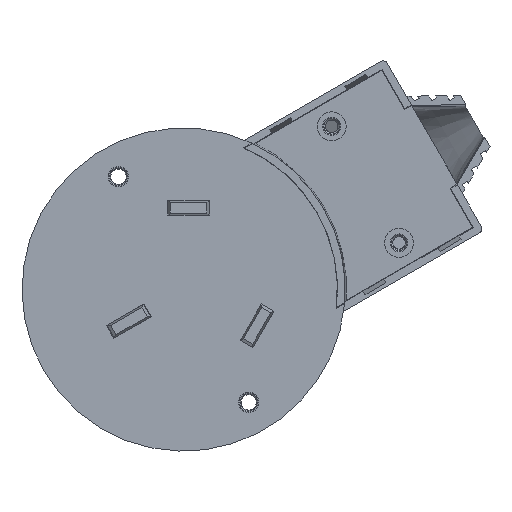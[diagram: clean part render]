
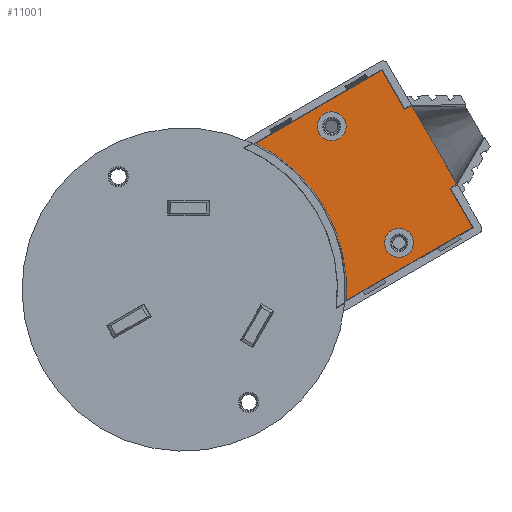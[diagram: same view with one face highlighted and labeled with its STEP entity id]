
A CAD part, front view. The second image highlights one B-rep face of the part: STEP entity #11001.
In plain terms, the highlighted planar face has unit normal (0, -1, 0).
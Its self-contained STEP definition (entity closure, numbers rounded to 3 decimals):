
#101 = CARTESIAN_POINT ( 'NONE',  ( -8.75, 15.8, 6.699 ) ) ;
#426 = LINE ( 'NONE', #6749, #12659 ) ;
#501 = VECTOR ( 'NONE', #15165, 1000. ) ;
#764 = VERTEX_POINT ( 'NONE', #14803 ) ;
#945 = CARTESIAN_POINT ( 'NONE',  ( -24.001, 15.8, 3.465 ) ) ;
#1109 = CARTESIAN_POINT ( 'NONE',  ( -53.72, 15.8, 24.094 ) ) ;
#1195 = EDGE_CURVE ( 'NONE', #12157, #764, #3046, .T. ) ;
#1269 = EDGE_LOOP ( 'NONE', ( #19018, #15048 ) ) ;
#1347 = CARTESIAN_POINT ( 'NONE',  ( -27.524, 15.8, 39.217 ) ) ;
#1509 = AXIS2_PLACEMENT_3D ( 'NONE', #15081, #5893, #13649 ) ;
#1666 = PLANE ( 'NONE',  #12475 ) ;
#1911 = CARTESIAN_POINT ( 'NONE',  ( -22.851, 15.8, 31.122 ) ) ;
#2214 = CARTESIAN_POINT ( 'NONE',  ( -22.851, 15.8, 31.122 ) ) ;
#2307 = EDGE_CURVE ( 'NONE', #17754, #8452, #14434, .T. ) ;
#2368 = EDGE_CURVE ( 'NONE', #20076, #10978, #3566, .T. ) ;
#3046 = LINE ( 'NONE', #4676, #17005 ) ;
#3209 = FACE_OUTER_BOUND ( 'NONE', #14871, .T. ) ;
#3506 = FACE_BOUND ( 'NONE', #1269, .T. ) ;
#3566 = LINE ( 'NONE', #101, #6280 ) ;
#3621 = VERTEX_POINT ( 'NONE', #7326 ) ;
#3978 = CARTESIAN_POINT ( 'NONE',  ( -39.397, 15.8, 10.684 ) ) ;
#4108 = LINE ( 'NONE', #1347, #10258 ) ;
#4668 = EDGE_CURVE ( 'NONE', #7062, #18593, #4108, .T. ) ;
#4676 = CARTESIAN_POINT ( 'NONE',  ( -21.4, 15.8, 31.96 ) ) ;
#4839 = ORIENTED_EDGE ( 'NONE', *, *, #4668, .T. ) ;
#4999 = DIRECTION ( 'NONE',  ( 0., 1., 0. ) ) ;
#5038 = CARTESIAN_POINT ( 'NONE',  ( -71.671, 15.8, 15.721 ) ) ;
#5108 = CARTESIAN_POINT ( 'NONE',  ( -21.4, 15.8, 31.96 ) ) ;
#5359 = AXIS2_PLACEMENT_3D ( 'NONE', #11715, #9856, #6806 ) ;
#5379 = DIRECTION ( 'NONE',  ( -0.5, 0., 0.866 ) ) ;
#5397 = ORIENTED_EDGE ( 'NONE', *, *, #2368, .F. ) ;
#5429 = DIRECTION ( 'NONE',  ( -0.866, 0., -0.5 ) ) ;
#5532 = ORIENTED_EDGE ( 'NONE', *, *, #14574, .T. ) ;
#5893 = DIRECTION ( 'NONE',  ( 0., 1., 0. ) ) ;
#6055 = CARTESIAN_POINT ( 'NONE',  ( -34.945, 15.8, -8.425 ) ) ;
#6280 = VECTOR ( 'NONE', #12563, 1000. ) ;
#6421 = CARTESIAN_POINT ( 'NONE',  ( -37.951, 15.8, 27.627 ) ) ;
#6526 = CARTESIAN_POINT ( 'NONE',  ( -27.524, 15.8, 39.217 ) ) ;
#6657 = FACE_BOUND ( 'NONE', #14822, .T. ) ;
#6749 = CARTESIAN_POINT ( 'NONE',  ( -11.973, 15.8, 15.631 ) ) ;
#6806 = DIRECTION ( 'NONE',  ( 0.442, 0., 0.897 ) ) ;
#6856 = DIRECTION ( 'NONE',  ( -0.5, 0., 0.866 ) ) ;
#7035 = CARTESIAN_POINT ( 'NONE',  ( -21.4, 15.8, 31.96 ) ) ;
#7062 = VERTEX_POINT ( 'NONE', #6526 ) ;
#7177 = VECTOR ( 'NONE', #5379, 1000. ) ;
#7242 = ORIENTED_EDGE ( 'NONE', *, *, #1195, .F. ) ;
#7251 = DIRECTION ( 'NONE',  ( -0.866, 0., -0.5 ) ) ;
#7326 = CARTESIAN_POINT ( 'NONE',  ( -22.501, 15.8, 0.867 ) ) ;
#7525 = DIRECTION ( 'NONE',  ( 0.5, 0., -0.866 ) ) ;
#7986 = ORIENTED_EDGE ( 'NONE', *, *, #12611, .F. ) ;
#8164 = CARTESIAN_POINT ( 'NONE',  ( -68.648, 15.8, -6.204 ) ) ;
#8270 = ORIENTED_EDGE ( 'NONE', *, *, #16891, .T. ) ;
#8452 = VERTEX_POINT ( 'NONE', #16515 ) ;
#8516 = EDGE_CURVE ( 'NONE', #18593, #14494, #11521, .T. ) ;
#8725 = ORIENTED_EDGE ( 'NONE', *, *, #9489, .T. ) ;
#8866 = CIRCLE ( 'NONE', #13126, 3. ) ;
#8904 = ORIENTED_EDGE ( 'NONE', *, *, #8516, .T. ) ;
#9370 = DIRECTION ( 'NONE',  ( -0.5, 0., 0.866 ) ) ;
#9489 = EDGE_CURVE ( 'NONE', #14494, #10978, #14474, .T. ) ;
#9559 = VERTEX_POINT ( 'NONE', #2214 ) ;
#9856 = DIRECTION ( 'NONE',  ( 0., 1., 0. ) ) ;
#10258 = VECTOR ( 'NONE', #7251, 1000. ) ;
#10300 = CIRCLE ( 'NONE', #1509, 3. ) ;
#10381 = DIRECTION ( 'NONE',  ( 0.442, 0., 0.897 ) ) ;
#10482 = CARTESIAN_POINT ( 'NONE',  ( -39.451, 15.8, 30.225 ) ) ;
#10856 = AXIS2_PLACEMENT_3D ( 'NONE', #8164, #13338, #10381 ) ;
#10966 = VECTOR ( 'NONE', #14900, 1000. ) ;
#10978 = VERTEX_POINT ( 'NONE', #6055 ) ;
#11001 = ADVANCED_FACE ( 'NONE', ( #3506, #6657, #3209 ), #1666, .T. ) ;
#11128 = VERTEX_POINT ( 'NONE', #14709 ) ;
#11134 = EDGE_CURVE ( 'NONE', #11128, #3621, #8866, .T. ) ;
#11152 = DIRECTION ( 'NONE',  ( 0., -1., 0. ) ) ;
#11521 = CIRCLE ( 'NONE', #10856, 33.776 ) ;
#11715 = CARTESIAN_POINT ( 'NONE',  ( -68.648, 15.8, -6.204 ) ) ;
#12157 = VERTEX_POINT ( 'NONE', #5108 ) ;
#12232 = CIRCLE ( 'NONE', #13214, 3. ) ;
#12475 = AXIS2_PLACEMENT_3D ( 'NONE', #5038, #11152, #17278 ) ;
#12563 = DIRECTION ( 'NONE',  ( -0.866, 0., -0.5 ) ) ;
#12611 = EDGE_CURVE ( 'NONE', #19824, #20076, #19762, .T. ) ;
#12659 = VECTOR ( 'NONE', #5429, 1000. ) ;
#12920 = CARTESIAN_POINT ( 'NONE',  ( -13.423, 15.8, 14.794 ) ) ;
#13059 = EDGE_CURVE ( 'NONE', #3621, #11128, #12232, .T. ) ;
#13126 = AXIS2_PLACEMENT_3D ( 'NONE', #945, #14515, #6856 ) ;
#13214 = AXIS2_PLACEMENT_3D ( 'NONE', #19789, #19306, #14512 ) ;
#13338 = DIRECTION ( 'NONE',  ( 0., 1., 0. ) ) ;
#13609 = ORIENTED_EDGE ( 'NONE', *, *, #2307, .T. ) ;
#13649 = DIRECTION ( 'NONE',  ( 0.5, 0., -0.866 ) ) ;
#14434 = CIRCLE ( 'NONE', #19962, 3. ) ;
#14474 = CIRCLE ( 'NONE', #5359, 33.776 ) ;
#14494 = VERTEX_POINT ( 'NONE', #3978 ) ;
#14512 = DIRECTION ( 'NONE',  ( 0.5, 0., -0.866 ) ) ;
#14515 = DIRECTION ( 'NONE',  ( 0., 1., 0. ) ) ;
#14574 = EDGE_CURVE ( 'NONE', #12157, #9559, #17561, .T. ) ;
#14709 = CARTESIAN_POINT ( 'NONE',  ( -25.501, 15.8, 6.063 ) ) ;
#14749 = LINE ( 'NONE', #1911, #7177 ) ;
#14803 = CARTESIAN_POINT ( 'NONE',  ( -11.973, 15.8, 15.631 ) ) ;
#14822 = EDGE_LOOP ( 'NONE', ( #13609, #15061 ) ) ;
#14871 = EDGE_LOOP ( 'NONE', ( #8904, #8725, #5397, #7986, #20068, #7242, #5532, #8270, #4839 ) ) ;
#14900 = DIRECTION ( 'NONE',  ( -0.866, 0., -0.5 ) ) ;
#15048 = ORIENTED_EDGE ( 'NONE', *, *, #13059, .T. ) ;
#15061 = ORIENTED_EDGE ( 'NONE', *, *, #18625, .T. ) ;
#15081 = CARTESIAN_POINT ( 'NONE',  ( -37.951, 15.8, 27.627 ) ) ;
#15165 = DIRECTION ( 'NONE',  ( 0.5, 0., -0.866 ) ) ;
#16515 = CARTESIAN_POINT ( 'NONE',  ( -36.451, 15.8, 25.029 ) ) ;
#16798 = CARTESIAN_POINT ( 'NONE',  ( -13.423, 15.8, 14.794 ) ) ;
#16891 = EDGE_CURVE ( 'NONE', #9559, #7062, #14749, .T. ) ;
#17005 = VECTOR ( 'NONE', #7525, 1000. ) ;
#17278 = DIRECTION ( 'NONE',  ( -0.866, 0., -0.5 ) ) ;
#17561 = LINE ( 'NONE', #7035, #10966 ) ;
#17754 = VERTEX_POINT ( 'NONE', #10482 ) ;
#18593 = VERTEX_POINT ( 'NONE', #1109 ) ;
#18625 = EDGE_CURVE ( 'NONE', #8452, #17754, #10300, .T. ) ;
#19018 = ORIENTED_EDGE ( 'NONE', *, *, #11134, .T. ) ;
#19108 = CARTESIAN_POINT ( 'NONE',  ( -8.75, 15.8, 6.699 ) ) ;
#19306 = DIRECTION ( 'NONE',  ( 0., 1., 0. ) ) ;
#19378 = EDGE_CURVE ( 'NONE', #764, #19824, #426, .T. ) ;
#19762 = LINE ( 'NONE', #16798, #501 ) ;
#19789 = CARTESIAN_POINT ( 'NONE',  ( -24.001, 15.8, 3.465 ) ) ;
#19824 = VERTEX_POINT ( 'NONE', #12920 ) ;
#19962 = AXIS2_PLACEMENT_3D ( 'NONE', #6421, #4999, #9370 ) ;
#20068 = ORIENTED_EDGE ( 'NONE', *, *, #19378, .F. ) ;
#20076 = VERTEX_POINT ( 'NONE', #19108 ) ;
